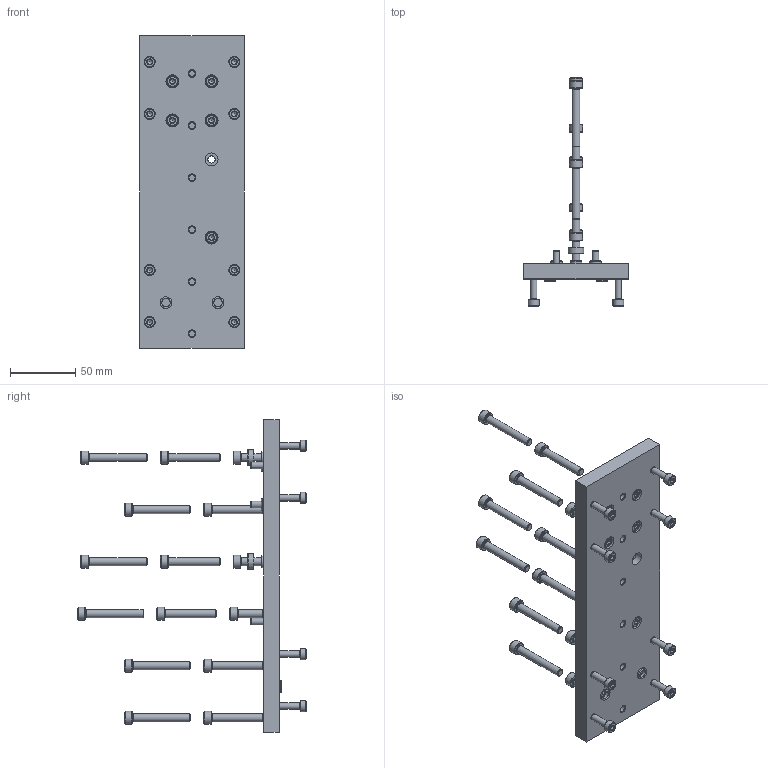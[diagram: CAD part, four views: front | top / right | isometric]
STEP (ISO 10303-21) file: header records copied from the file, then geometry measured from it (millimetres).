
FILE_DESCRIPTION(/* description */ ('STEP AP214'),/* implementation_level */ '2;1');
FILE_NAME(/* name */ '539970_HMVY-3',/* time_stamp */ '2024-08-29T09:51:26+02:00',/* author */ ('License CC BY-ND 4.0'),/* organization */ ('CADENAS'),/* preprocessor_version */ 'ST-DEVELOPER v19.3',/* originating_system */ 'PARTsolutions',/* authorisation */ ' ');
FILE_SCHEMA (('AUTOMOTIVE_DESIGN {1 0 10303 214 3 1 1}'));
Length unit declared in the file: millimetre
Products named in the file (9): 539970 HMVY-3; 684283 HMVY-3---(P); ISO-4762 M5x16; 8137184 ZBH-9-B; 548806 ZBV-12-9; 8137185 ZBH-12-B; ISO-4762 M6x20; ISO-4762 M6x40; ISO-4762 M6x45
Assembly tree (37 placements, depth 2):
  539970 HMVY-3
    684283 HMVY-3---(P)
    ISO-4762 M5x16  x13
    8137184 ZBH-9-B  x4
    548806 ZBV-12-9  x2
    8137185 ZBH-12-B  x2
    ISO-4762 M6x20  x3
    ISO-4762 M6x40  x6
    ISO-4762 M6x45  x6
Bounding box: 80 x 176 x 240 mm (x, y, z)
Volume: 253426.3 mm3; surface area: 75090.6 mm2
Topology: 37 solids, 37 shells, 918 faces, 2088 edges, 1288 vertices
Faces by surface type: plane 458, cone 340, cylinder 108, torus 12
Full cylindrical faces by diameter (mm): 4.134 x8, 4.917 x6, 5 x13, 5.5 x6, 6 x15, 6.4 x2, 8.5 x13, 9 x8, 10 x21, 12 x4
Entity records: 5911 total; most frequent: CARTESIAN_POINT 1036, DIRECTION 1028, ORIENTED_EDGE 728, AXIS2_PLACEMENT_3D 444, FACE_BOUND 374, EDGE_LOOP 370, EDGE_CURVE 364, VERTEX_POINT 284
